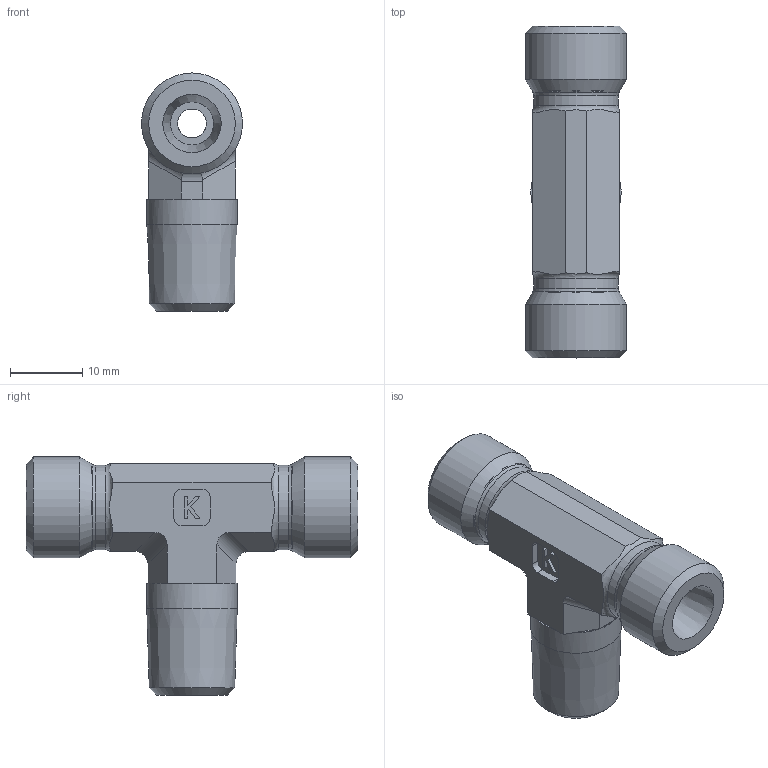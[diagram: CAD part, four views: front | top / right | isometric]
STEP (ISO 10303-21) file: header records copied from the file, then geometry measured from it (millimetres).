
FILE_DESCRIPTION((''),'2;1');
FILE_NAME('26003061214.stp','2014-08-22T14:39:23',(''),('KNOMI spol. s r. o.'),'Autodesk Inventor 2012','Autodesk Inventor 2012','');
FILE_SCHEMA(('AUTOMOTIVE_DESIGN { 1 2 10303 214 0 1 1 1 }'));
Length unit declared in the file: millimetre
Products named in the file (1): THCM3 6SMkuž M12K/M14
Bounding box: 14 x 46 x 33 mm (x, y, z)
Volume: 7243.9 mm3; surface area: 3912.3 mm2
Topology: 1 solids, 1 shells, 120 faces, 286 edges, 185 vertices
Faces by surface type: plane 88, cylinder 19, cone 9, torus 4
Full cylindrical faces by diameter (mm): 4 x2, 6 x2, 11.7 x2, 12.532 x1, 14 x2
Entity records: 3304 total; most frequent: CARTESIAN_POINT 683, DIRECTION 540, ORIENTED_EDGE 494, EDGE_CURVE 247, AXIS2_PLACEMENT_3D 204, VERTEX_POINT 171, EDGE_LOOP 166, VECTOR 132
